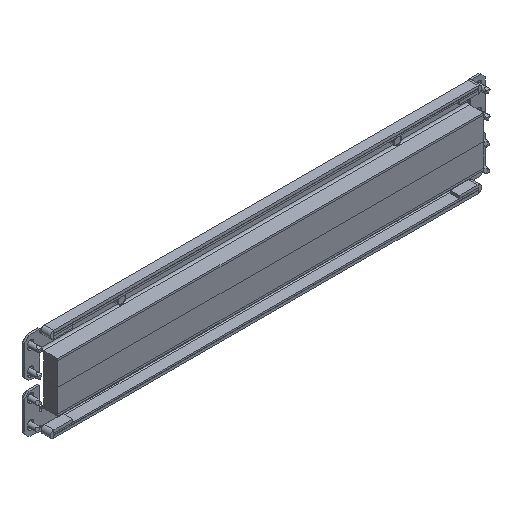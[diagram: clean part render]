
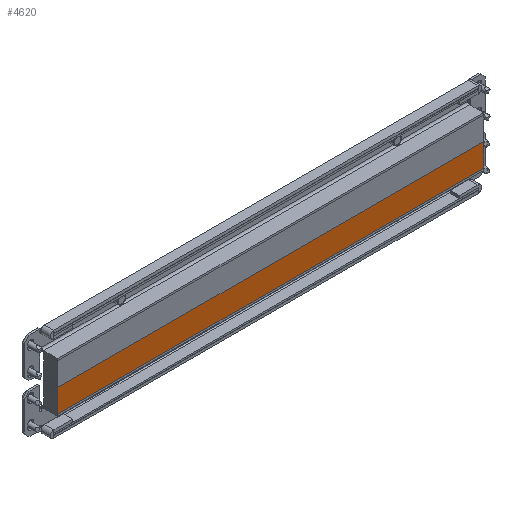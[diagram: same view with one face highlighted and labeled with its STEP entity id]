
A CAD part, isometric view. The second image highlights one B-rep face of the part: STEP entity #4620.
In plain terms, the highlighted face is planar.
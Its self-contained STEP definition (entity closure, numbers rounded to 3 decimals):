
#65 = EDGE_LOOP ( 'NONE', ( #366, #2040, #3509, #4369 ) ) ;
#104 = DIRECTION ( 'NONE',  ( 0., -1., 0. ) ) ;
#305 = DIRECTION ( 'NONE',  ( -1., 0., 0. ) ) ;
#366 = ORIENTED_EDGE ( 'NONE', *, *, #3577, .F. ) ;
#475 = VECTOR ( 'NONE', #2737, 1000. ) ;
#539 = LINE ( 'NONE', #2762, #2659 ) ;
#758 = LINE ( 'NONE', #2520, #4534 ) ;
#886 = FACE_OUTER_BOUND ( 'NONE', #65, .T. ) ;
#920 = VERTEX_POINT ( 'NONE', #2934 ) ;
#952 = LINE ( 'NONE', #4454, #475 ) ;
#1373 = AXIS2_PLACEMENT_3D ( 'NONE', #1694, #305, #2968 ) ;
#1522 = VECTOR ( 'NONE', #2418, 1000. ) ;
#1523 = EDGE_CURVE ( 'NONE', #5186, #1673, #3845, .T. ) ;
#1673 = VERTEX_POINT ( 'NONE', #4422 ) ;
#1694 = CARTESIAN_POINT ( 'NONE',  ( -7.5, 12.5, -230. ) ) ;
#2005 = DIRECTION ( 'NONE',  ( 0., 0., 1. ) ) ;
#2040 = ORIENTED_EDGE ( 'NONE', *, *, #2433, .F. ) ;
#2418 = DIRECTION ( 'NONE',  ( 0., -1., 0. ) ) ;
#2433 = EDGE_CURVE ( 'NONE', #5186, #920, #952, .T. ) ;
#2520 = CARTESIAN_POINT ( 'NONE',  ( -7.5, -12.5, -230. ) ) ;
#2659 = VECTOR ( 'NONE', #104, 1000. ) ;
#2737 = DIRECTION ( 'NONE',  ( 0., 0., 1. ) ) ;
#2762 = CARTESIAN_POINT ( 'NONE',  ( -7.5, 12.5, 230. ) ) ;
#2787 = VERTEX_POINT ( 'NONE', #5128 ) ;
#2934 = CARTESIAN_POINT ( 'NONE',  ( -7.5, 12.5, 230. ) ) ;
#2968 = DIRECTION ( 'NONE',  ( 0., -1., 0. ) ) ;
#3022 = PLANE ( 'NONE',  #1373 ) ;
#3383 = CARTESIAN_POINT ( 'NONE',  ( -7.5, 12.5, -230. ) ) ;
#3509 = ORIENTED_EDGE ( 'NONE', *, *, #1523, .T. ) ;
#3577 = EDGE_CURVE ( 'NONE', #920, #2787, #539, .T. ) ;
#3845 = LINE ( 'NONE', #5538, #1522 ) ;
#4369 = ORIENTED_EDGE ( 'NONE', *, *, #5261, .T. ) ;
#4422 = CARTESIAN_POINT ( 'NONE',  ( -7.5, -12.5, -230. ) ) ;
#4454 = CARTESIAN_POINT ( 'NONE',  ( -7.5, 12.5, -230. ) ) ;
#4534 = VECTOR ( 'NONE', #2005, 1000. ) ;
#4620 = ADVANCED_FACE ( 'NONE', ( #886 ), #3022, .T. ) ;
#5128 = CARTESIAN_POINT ( 'NONE',  ( -7.5, -12.5, 230. ) ) ;
#5186 = VERTEX_POINT ( 'NONE', #3383 ) ;
#5261 = EDGE_CURVE ( 'NONE', #1673, #2787, #758, .T. ) ;
#5538 = CARTESIAN_POINT ( 'NONE',  ( -7.5, 12.5, -230. ) ) ;
